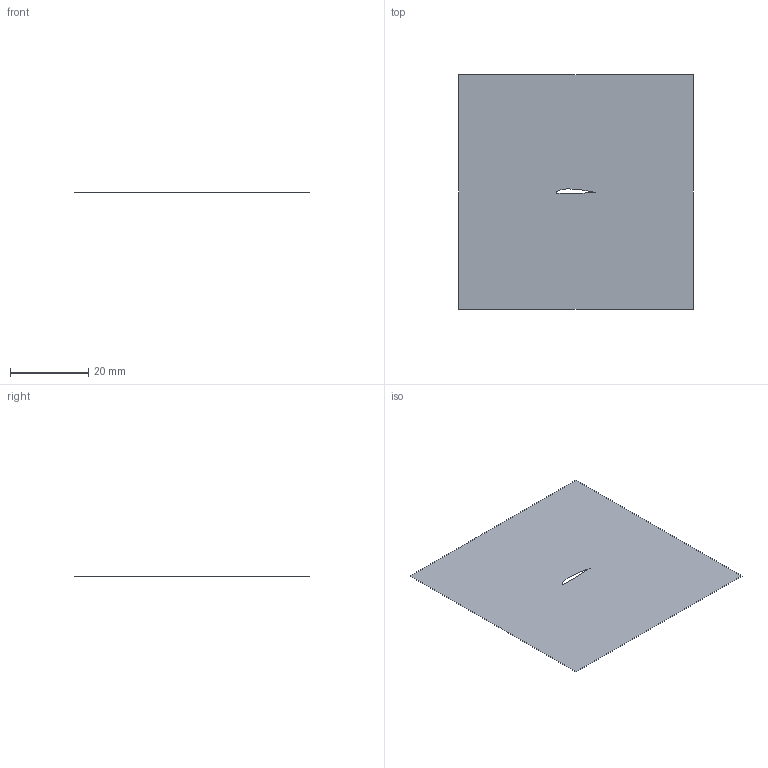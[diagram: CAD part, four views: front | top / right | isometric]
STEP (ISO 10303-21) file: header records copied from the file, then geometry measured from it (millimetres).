
FILE_DESCRIPTION(('AMCAX'),'2;1');
FILE_NAME('AMCAX','',('Author'),(''),'NextCAX','NextCAX','Unknown');
FILE_SCHEMA(('AUTOMOTIVE_DESIGN'));
Length unit declared in the file: millimetre
Products named in the file (1): Shell
Bounding box: 60 x 60 x 0 mm (x, y, z)
Surface area: 3591.7 mm2 (no closed solid volume)
Topology: 0 solids, 1 shells, 1 faces, 6 edges, 6 vertices
Faces by surface type: plane 1
Entity records: 230 total; most frequent: CARTESIAN_POINT 171, DIRECTION 8, ORIENTED_EDGE 6, VERTEX_POINT 6, EDGE_CURVE 6, LINE 4, VECTOR 4, AXIS2_PLACEMENT_3D 2
